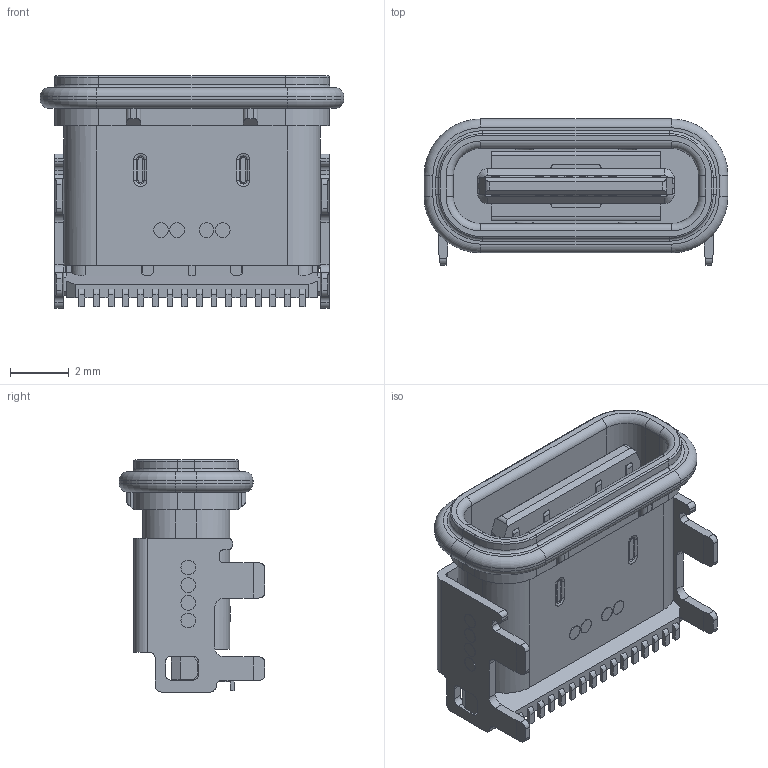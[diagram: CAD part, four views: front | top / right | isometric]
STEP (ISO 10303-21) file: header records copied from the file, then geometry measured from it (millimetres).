
FILE_DESCRIPTION((''),'2;1');
FILE_NAME('2130830005','2020-12-11T',('gga'),(''),'PRO/ENGINEER BY PARAMETRIC TECHNOLOGY CORPORATION, 2016010','PRO/ENGINEER BY PARAMETRIC TECHNOLOGY CORPORATION, 2016010','');
FILE_SCHEMA(('CONFIG_CONTROL_DESIGN'));
Length unit declared in the file: millimetre
Products named in the file (1): 2130830005
Bounding box: 10.34 x 4.96 x 7.9 mm (x, y, z)
Volume: 138.6 mm3; surface area: 522.8 mm2
Topology: 1 solids, 1 shells, 713 faces, 2062 edges, 1377 vertices
Faces by surface type: plane 410, cylinder 245, torus 54, cone 4
Entity records: 23498 total; most frequent: CARTESIAN_POINT 4276, DIRECTION 4060, ORIENTED_EDGE 3932, EDGE_CURVE 1966, VECTOR 1408, LINE 1408, AXIS2_PLACEMENT_3D 1326, VERTEX_POINT 1281
